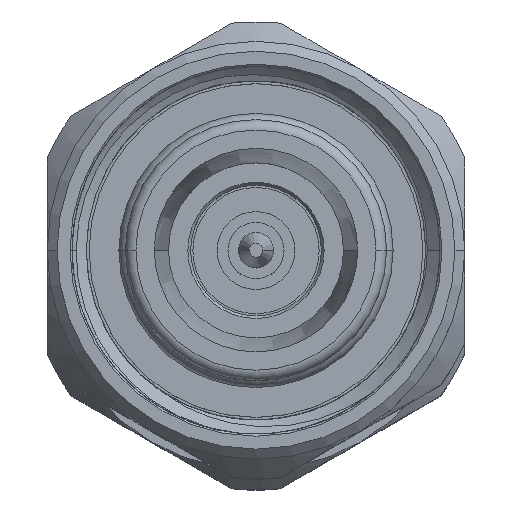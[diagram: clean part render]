
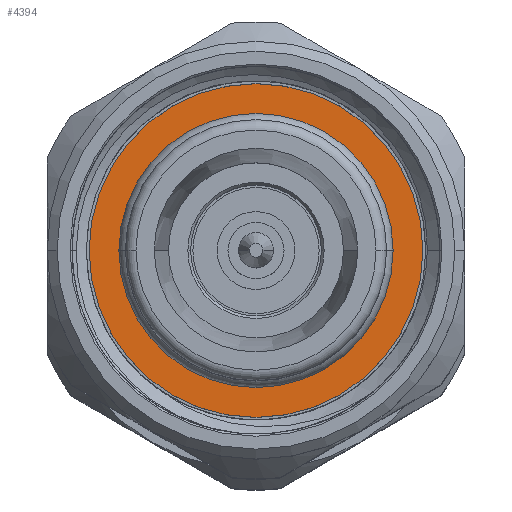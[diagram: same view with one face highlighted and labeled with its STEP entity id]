
A CAD part, top view. The second image highlights one B-rep face of the part: STEP entity #4394.
In plain terms, the highlighted face is planar.
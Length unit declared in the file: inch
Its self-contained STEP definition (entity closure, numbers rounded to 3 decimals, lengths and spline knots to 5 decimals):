
#79 = AXIS2_PLACEMENT_3D ( 'NONE', #1013, #241, #4224 ) ;
#132 = ORIENTED_EDGE ( 'NONE', *, *, #4449, .T. ) ;
#210 = CARTESIAN_POINT ( 'NONE',  ( 0.32457, 0., 0.1889 ) ) ;
#232 = VERTEX_POINT ( 'NONE', #210 ) ;
#241 = DIRECTION ( 'NONE',  ( -1., 0., 0. ) ) ;
#266 = VERTEX_POINT ( 'NONE', #3601 ) ;
#326 = CARTESIAN_POINT ( 'NONE',  ( 0.32457, 0., 0. ) ) ;
#552 = DIRECTION ( 'NONE',  ( 0., 0., 1. ) ) ;
#584 = DIRECTION ( 'NONE',  ( -1., 0., 0. ) ) ;
#726 = CARTESIAN_POINT ( 'NONE',  ( 0.32457, 0.25162, 0. ) ) ;
#779 = EDGE_CURVE ( 'NONE', #266, #1151, #5215, .T. ) ;
#907 = AXIS2_PLACEMENT_3D ( 'NONE', #726, #2354, #4008 ) ;
#1006 = ORIENTED_EDGE ( 'NONE', *, *, #779, .T. ) ;
#1013 = CARTESIAN_POINT ( 'NONE',  ( 0.32457, 0., 0. ) ) ;
#1151 = VERTEX_POINT ( 'NONE', #4898 ) ;
#1577 = DIRECTION ( 'NONE',  ( 0., 0., 1. ) ) ;
#1655 = VERTEX_POINT ( 'NONE', #4056 ) ;
#1886 = AXIS2_PLACEMENT_3D ( 'NONE', #5034, #584, #4997 ) ;
#1911 = EDGE_CURVE ( 'NONE', #1655, #232, #4624, .T. ) ;
#2150 = AXIS2_PLACEMENT_3D ( 'NONE', #4979, #2536, #552 ) ;
#2189 = FACE_BOUND ( 'NONE', #2924, .T. ) ;
#2354 = DIRECTION ( 'NONE',  ( 1., 0., 0. ) ) ;
#2536 = DIRECTION ( 'NONE',  ( -1., 0., 0. ) ) ;
#2630 = CIRCLE ( 'NONE', #2967, 0.25162 ) ;
#2924 = EDGE_LOOP ( 'NONE', ( #4043, #5127 ) ) ;
#2967 = AXIS2_PLACEMENT_3D ( 'NONE', #326, #3992, #1577 ) ;
#3089 = CIRCLE ( 'NONE', #1886, 0.1889 ) ;
#3601 = CARTESIAN_POINT ( 'NONE',  ( 0.32457, 0., 0.25162 ) ) ;
#3674 = EDGE_LOOP ( 'NONE', ( #1006, #132 ) ) ;
#3992 = DIRECTION ( 'NONE',  ( -1., 0., 0. ) ) ;
#4008 = DIRECTION ( 'NONE',  ( 0., 0., -1. ) ) ;
#4043 = ORIENTED_EDGE ( 'NONE', *, *, #4049, .F. ) ;
#4049 = EDGE_CURVE ( 'NONE', #232, #1655, #3089, .T. ) ;
#4056 = CARTESIAN_POINT ( 'NONE',  ( 0.32457, 0., -0.1889 ) ) ;
#4224 = DIRECTION ( 'NONE',  ( 0., 0., 1. ) ) ;
#4394 = ADVANCED_FACE ( 'NONE', ( #2189, #4475 ), #4401, .F. ) ;
#4401 = PLANE ( 'NONE',  #907 ) ;
#4449 = EDGE_CURVE ( 'NONE', #1151, #266, #2630, .T. ) ;
#4475 = FACE_OUTER_BOUND ( 'NONE', #3674, .T. ) ;
#4624 = CIRCLE ( 'NONE', #2150, 0.1889 ) ;
#4898 = CARTESIAN_POINT ( 'NONE',  ( 0.32457, 0., -0.25162 ) ) ;
#4979 = CARTESIAN_POINT ( 'NONE',  ( 0.32457, 0., 0. ) ) ;
#4997 = DIRECTION ( 'NONE',  ( 0., 0., 1. ) ) ;
#5034 = CARTESIAN_POINT ( 'NONE',  ( 0.32457, 0., 0. ) ) ;
#5127 = ORIENTED_EDGE ( 'NONE', *, *, #1911, .F. ) ;
#5215 = CIRCLE ( 'NONE', #79, 0.25162 ) ;
